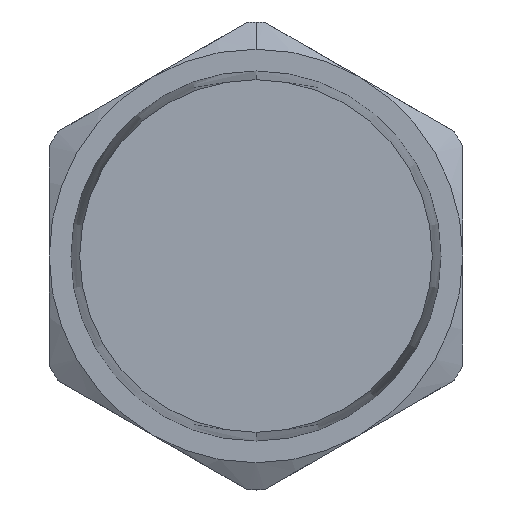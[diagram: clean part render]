
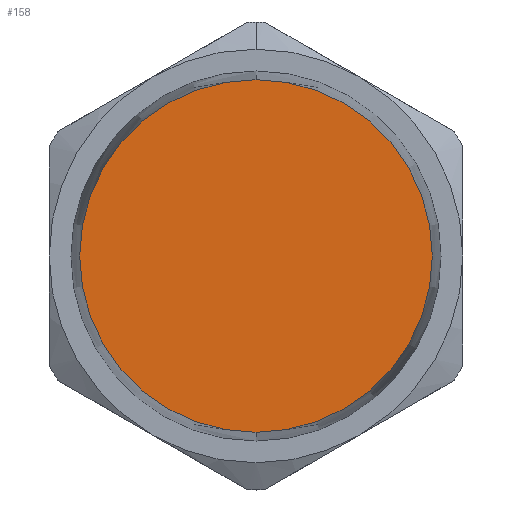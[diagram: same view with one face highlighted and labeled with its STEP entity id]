
A CAD part, left-side view. The second image highlights one B-rep face of the part: STEP entity #158.
In plain terms, the highlighted planar face has unit normal (-1, 0, 0).
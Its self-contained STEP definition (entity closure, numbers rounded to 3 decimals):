
#43 = CARTESIAN_POINT ( 'NONE',  ( 0., 0., 0. ) ) ;
#112 = DIRECTION ( 'NONE',  ( 0., 0., 1. ) ) ;
#123 = PLANE ( 'NONE',  #641 ) ;
#158 = ADVANCED_FACE ( 'NONE', ( #1140 ), #123, .F. ) ;
#256 = DIRECTION ( 'NONE',  ( 0., 0., 1. ) ) ;
#317 = DIRECTION ( 'NONE',  ( 1., 0., 0. ) ) ;
#371 = AXIS2_PLACEMENT_3D ( 'NONE', #584, #764, #112 ) ;
#523 = CARTESIAN_POINT ( 'NONE',  ( 0., 0., -8.1 ) ) ;
#584 = CARTESIAN_POINT ( 'NONE',  ( 0., 0., 0. ) ) ;
#641 = AXIS2_PLACEMENT_3D ( 'NONE', #43, #317, #1069 ) ;
#750 = VERTEX_POINT ( 'NONE', #906 ) ;
#755 = EDGE_CURVE ( 'NONE', #1104, #750, #822, .T. ) ;
#764 = DIRECTION ( 'NONE',  ( -1., 0., 0. ) ) ;
#822 = CIRCLE ( 'NONE', #1112, 8.1 ) ;
#863 = ORIENTED_EDGE ( 'NONE', *, *, #1000, .T. ) ;
#906 = CARTESIAN_POINT ( 'NONE',  ( 0., 0., 8.1 ) ) ;
#912 = DIRECTION ( 'NONE',  ( -1., 0., 0. ) ) ;
#947 = EDGE_LOOP ( 'NONE', ( #1153, #863 ) ) ;
#1000 = EDGE_CURVE ( 'NONE', #750, #1104, #1111, .T. ) ;
#1069 = DIRECTION ( 'NONE',  ( 0., 0., -1. ) ) ;
#1093 = CARTESIAN_POINT ( 'NONE',  ( 0., 0., 0. ) ) ;
#1104 = VERTEX_POINT ( 'NONE', #523 ) ;
#1111 = CIRCLE ( 'NONE', #371, 8.1 ) ;
#1112 = AXIS2_PLACEMENT_3D ( 'NONE', #1093, #912, #256 ) ;
#1140 = FACE_OUTER_BOUND ( 'NONE', #947, .T. ) ;
#1153 = ORIENTED_EDGE ( 'NONE', *, *, #755, .T. ) ;
